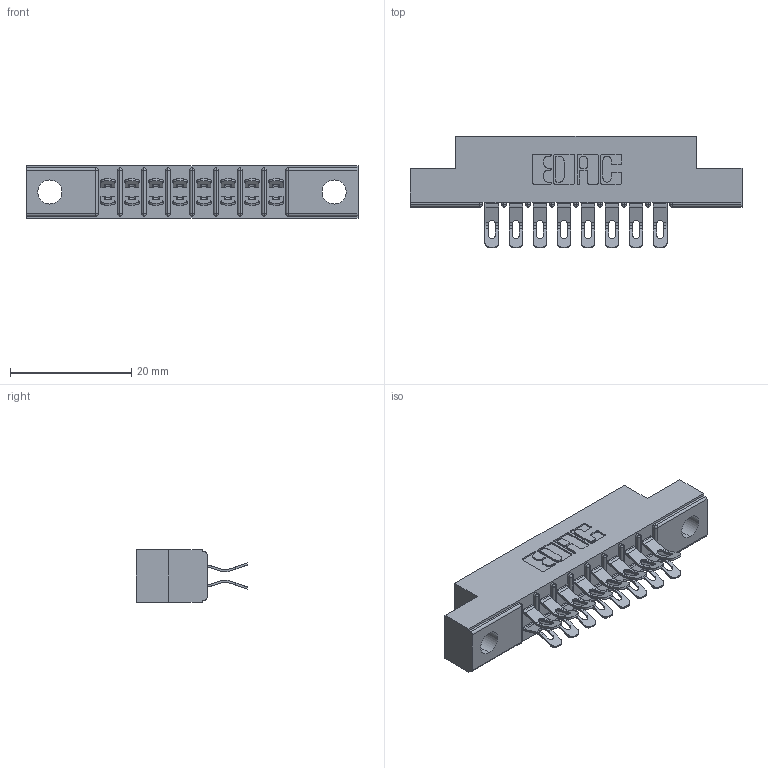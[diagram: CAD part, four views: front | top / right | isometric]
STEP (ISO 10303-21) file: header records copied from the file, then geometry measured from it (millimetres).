
FILE_DESCRIPTION (( 'STEP AP203' ), '1' );
FILE_NAME ('305-016-555-504.STEP', '2019-09-09T12:22:11', ( '' ), ( '' ), 'SwSTEP 2.0', 'SolidWorks 2016', '' );
FILE_SCHEMA (( 'CONFIG_CONTROL_DESIGN' ));
Length unit declared in the file: inch
Products named in the file (3): 305 Part_.156 Dia; 305-290-001_555; 305-016-555-504
Assembly tree (17 placements, depth 2):
  305-016-555-504
    305 Part_.156 Dia
    305-290-001_555  x16
Bounding box: 54.71 x 18.41 x 8.71 mm (x, y, z)
Volume: 3275.1 mm3; surface area: 5806.1 mm2
Topology: 17 solids, 17 shells, 1186 faces, 3512 edges, 2296 vertices
Faces by surface type: plane 594, cylinder 560, sphere 32
Entity records: 13843 total; most frequent: CARTESIAN_POINT 2314, ORIENTED_EDGE 2280, DIRECTION 2252, EDGE_CURVE 1140, VECTOR 872, LINE 872, VERTEX_POINT 736, AXIS2_PLACEMENT_3D 690
